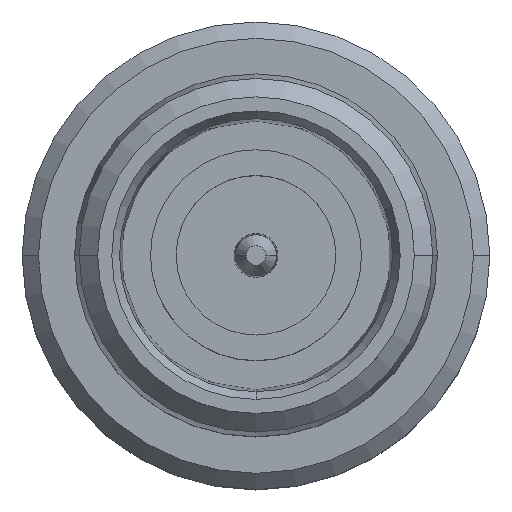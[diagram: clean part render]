
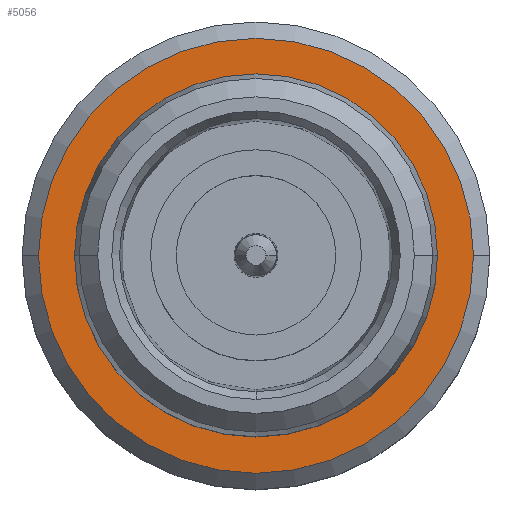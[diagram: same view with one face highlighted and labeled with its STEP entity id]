
A CAD part, top view. The second image highlights one B-rep face of the part: STEP entity #5056.
In plain terms, the highlighted planar face has unit normal (0, 0, 1).
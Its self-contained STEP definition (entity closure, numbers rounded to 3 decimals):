
#144 = CIRCLE ( 'NONE', #4335, 6.65 ) ;
#956 = CARTESIAN_POINT ( 'NONE',  ( 6.65, 0., -11.3 ) ) ;
#1261 = VERTEX_POINT ( 'NONE', #2883 ) ;
#1916 = CIRCLE ( 'NONE', #5848, 4.84 ) ;
#1928 = DIRECTION ( 'NONE',  ( 0., 0., -1. ) ) ;
#2030 = DIRECTION ( 'NONE',  ( 1., 0., 0. ) ) ;
#2174 = CARTESIAN_POINT ( 'NONE',  ( 0., 4.6, -11.3 ) ) ;
#2883 = CARTESIAN_POINT ( 'NONE',  ( -4.84, 0., -11.3 ) ) ;
#3006 = EDGE_CURVE ( 'NONE', #4344, #1261, #10377, .T. ) ;
#3336 = DIRECTION ( 'NONE',  ( -1., 0., 0. ) ) ;
#3512 = CARTESIAN_POINT ( 'NONE',  ( 0., 0., -11.3 ) ) ;
#4335 = AXIS2_PLACEMENT_3D ( 'NONE', #3512, #5780, #12721 ) ;
#4344 = VERTEX_POINT ( 'NONE', #14518 ) ;
#4490 = DIRECTION ( 'NONE',  ( 0., 0., 1. ) ) ;
#4745 = EDGE_CURVE ( 'NONE', #6380, #7887, #14854, .T. ) ;
#5053 = AXIS2_PLACEMENT_3D ( 'NONE', #2174, #10219, #3336 ) ;
#5056 = ADVANCED_FACE ( 'NONE', ( #8606, #9869 ), #11377, .F. ) ;
#5497 = EDGE_CURVE ( 'NONE', #1261, #4344, #1916, .T. ) ;
#5720 = AXIS2_PLACEMENT_3D ( 'NONE', #11389, #4490, #2030 ) ;
#5780 = DIRECTION ( 'NONE',  ( 0., 0., 1. ) ) ;
#5848 = AXIS2_PLACEMENT_3D ( 'NONE', #11393, #10288, #10141 ) ;
#5861 = CARTESIAN_POINT ( 'NONE',  ( -6.65, 0., -11.3 ) ) ;
#6380 = VERTEX_POINT ( 'NONE', #956 ) ;
#7365 = EDGE_LOOP ( 'NONE', ( #11413, #8753 ) ) ;
#7887 = VERTEX_POINT ( 'NONE', #5861 ) ;
#8606 = FACE_BOUND ( 'NONE', #7365, .T. ) ;
#8612 = EDGE_LOOP ( 'NONE', ( #13028, #11616 ) ) ;
#8753 = ORIENTED_EDGE ( 'NONE', *, *, #5497, .T. ) ;
#9308 = EDGE_CURVE ( 'NONE', #7887, #6380, #144, .T. ) ;
#9869 = FACE_OUTER_BOUND ( 'NONE', #8612, .T. ) ;
#10141 = DIRECTION ( 'NONE',  ( -1., 0., 0. ) ) ;
#10219 = DIRECTION ( 'NONE',  ( 0., 0., -1. ) ) ;
#10282 = AXIS2_PLACEMENT_3D ( 'NONE', #12253, #1928, #12053 ) ;
#10288 = DIRECTION ( 'NONE',  ( 0., 0., -1. ) ) ;
#10377 = CIRCLE ( 'NONE', #10282, 4.84 ) ;
#11377 = PLANE ( 'NONE',  #5053 ) ;
#11389 = CARTESIAN_POINT ( 'NONE',  ( 0., 0., -11.3 ) ) ;
#11393 = CARTESIAN_POINT ( 'NONE',  ( 0., 0., -11.3 ) ) ;
#11413 = ORIENTED_EDGE ( 'NONE', *, *, #3006, .T. ) ;
#11616 = ORIENTED_EDGE ( 'NONE', *, *, #4745, .T. ) ;
#12053 = DIRECTION ( 'NONE',  ( -1., 0., 0. ) ) ;
#12253 = CARTESIAN_POINT ( 'NONE',  ( 0., 0., -11.3 ) ) ;
#12721 = DIRECTION ( 'NONE',  ( 1., 0., 0. ) ) ;
#13028 = ORIENTED_EDGE ( 'NONE', *, *, #9308, .T. ) ;
#14518 = CARTESIAN_POINT ( 'NONE',  ( 4.84, 0., -11.3 ) ) ;
#14854 = CIRCLE ( 'NONE', #5720, 6.65 ) ;
